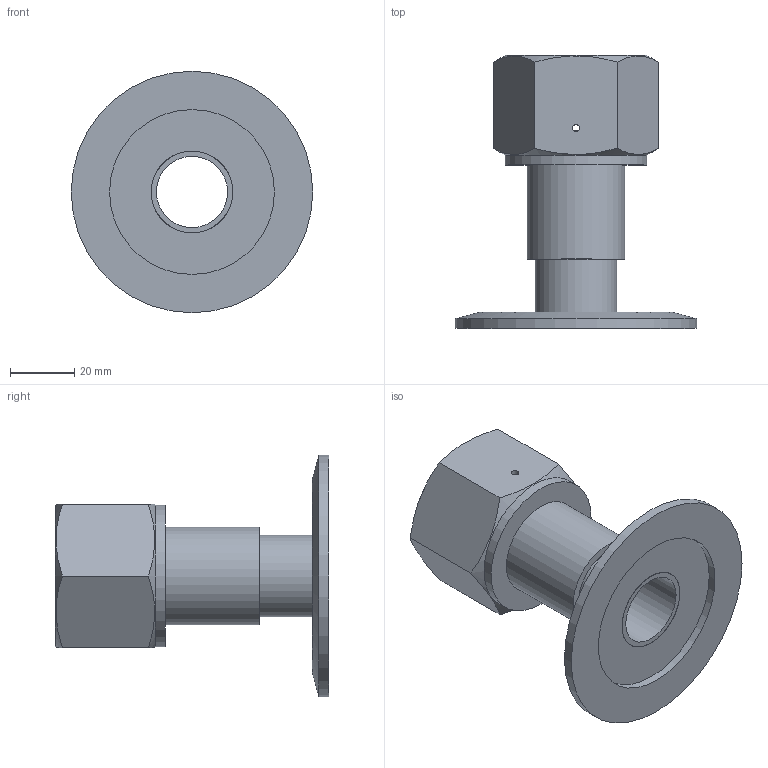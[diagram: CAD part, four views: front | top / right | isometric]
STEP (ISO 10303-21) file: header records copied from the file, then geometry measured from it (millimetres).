
FILE_DESCRIPTION(/* description */ (''),/* implementation_level */ '2;1');
FILE_NAME(/* name */ 'FL-VCRF100-50KF.stp',/* time_stamp */ '2019-03-11T10:15:03+00:00',/* author */ ('paul'),/* organization */ (''),/* preprocessor_version */ 'ST-DEVELOPER v17.2',/* originating_system */ 'Autodesk Inventor 2019',/* authorisation */ '');
FILE_SCHEMA (('AUTOMOTIVE_DESIGN { 1 0 10303 214 3 1 1 }'));
Length unit declared in the file: millimetre
Products named in the file (6): FL-VCR25-16CF; FL-50KF; 6LV-16-VCR-3-16TB7-SwagelokCompany-03-06-2019; RM-SS-16-VCR-1; PRODUCT_NAME_1; PRODUCT_NAME_2
Assembly tree (5 placements, depth 3):
  FL-VCR25-16CF
    FL-50KF
    6LV-16-VCR-3-16TB7-SwagelokCompany-03-06-2019
    RM-SS-16-VCR-1
      PRODUCT_NAME_1
      PRODUCT_NAME_2
Bounding box: 75 x 84.8 x 75 mm (x, y, z)
Volume: 54194.3 mm3; surface area: 34550.3 mm2
Topology: 4 solids, 4 shells, 41 faces, 85 edges, 56 vertices
Faces by surface type: plane 18, cylinder 16, cone 7
Full cylindrical faces by diameter (mm): 2.286 x2, 22.098 x1, 25.4 x2, 30.226 x1, 30.48 x1, 34.29 x1, 35.814 x1, 36.83 x1, 37.117 x2, 38.1 x1, 43.942 x1, 51.2 x1, 75 x1
Entity records: 1441 total; most frequent: CARTESIAN_POINT 287, DIRECTION 213, ORIENTED_EDGE 170, AXIS2_PLACEMENT_3D 92, EDGE_CURVE 85, EDGE_LOOP 57, VERTEX_POINT 56, FACE_OUTER_BOUND 41
